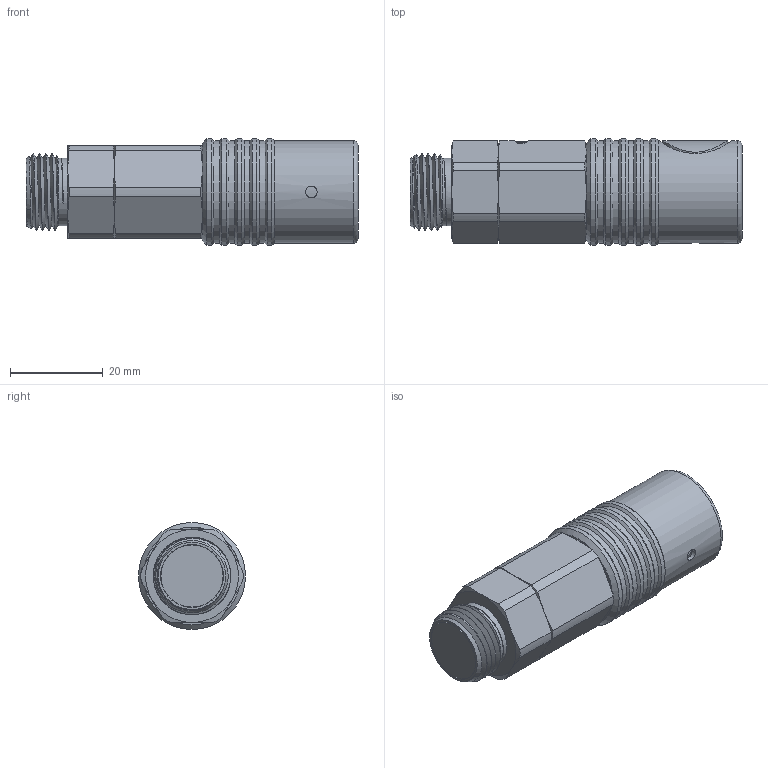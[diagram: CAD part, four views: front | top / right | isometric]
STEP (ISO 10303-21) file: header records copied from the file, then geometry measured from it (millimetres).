
FILE_DESCRIPTION(/* description */ (''),/* implementation_level */ '2;1');
FILE_NAME(/* name */ '18KPAW17APX.stp',/* time_stamp */ '2020-02-20T11:11:04+01:00',/* author */ ('IA176480'),/* organization */ (''),/* preprocessor_version */ 'ST-DEVELOPER v17',/* originating_system */ 'Autodesk Inventor 2019',/* authorisation */ '');
FILE_SCHEMA (('CONFIG_CONTROL_DESIGN'));
Length unit declared in the file: millimetre
Products named in the file (1): 18KPAW17APX
Bounding box: 71.4 x 23 x 23 mm (x, y, z)
Volume: 31816.6 mm3; surface area: 20185.2 mm2
Topology: 27 solids, 27 shells, 303 faces, 794 edges, 532 vertices
Faces by surface type: cylinder 105, plane 96, cone 65, sphere 14, bspline 12, torus 11
Full cylindrical faces by diameter (mm): 2.5 x1, 3.5 x1, 4 x11, 5.5 x1, 6.8 x1, 7 x1, 8.5 x1, 8.7 x2, 10.1 x1, 10.4 x1, 10.5 x1, 11 x4, 11.1 x2, 12 x2, 12.9 x1, 13.2 x1, 13.369 x1, 13.95 x1, 14.05 x1, 14.3 x1, 14.5 x1, 15.8 x1, 16 x1, 16.65 x2, 17.446 x1, 18.2 x1, 18.5 x2, 18.6 x1, 18.75 x6, 20 x1
Entity records: 20630 total; most frequent: CARTESIAN_POINT 13343, ORIENTED_EDGE 1528, DIRECTION 1503, EDGE_CURVE 764, AXIS2_PLACEMENT_3D 636, VERTEX_POINT 532, CIRCLE 340, EDGE_LOOP 338
